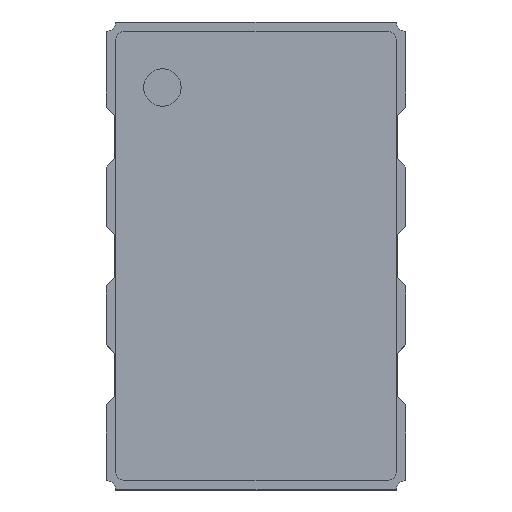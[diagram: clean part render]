
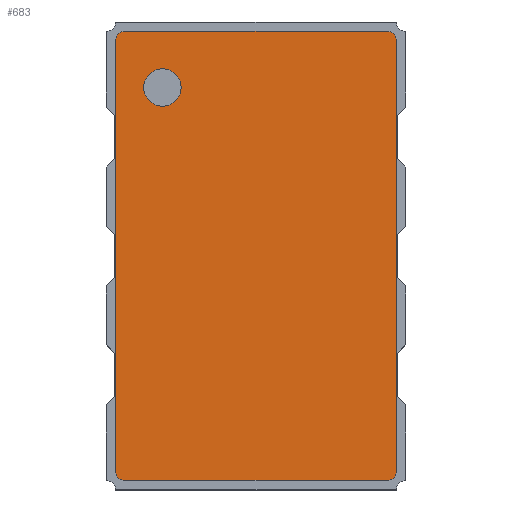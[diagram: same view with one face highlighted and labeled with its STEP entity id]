
A CAD part, top view. The second image highlights one B-rep face of the part: STEP entity #683.
In plain terms, the highlighted planar face has unit normal (0, 0, 1).
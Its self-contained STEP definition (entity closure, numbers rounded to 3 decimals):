
#132 = VERTEX_POINT('',#133);
#133 = CARTESIAN_POINT('',(1.5,2.3,1.));
#139 = EDGE_CURVE('',#132,#140,#142,.T.);
#140 = VERTEX_POINT('',#141);
#141 = CARTESIAN_POINT('',(1.5,-2.3,1.));
#142 = LINE('',#143,#144);
#143 = CARTESIAN_POINT('',(1.5,2.4,1.));
#144 = VECTOR('',#145,1.);
#145 = DIRECTION('',(0.,-1.,0.));
#663 = VERTEX_POINT('',#664);
#664 = CARTESIAN_POINT('',(1.4,-2.4,1.));
#672 = EDGE_CURVE('',#663,#140,#673,.T.);
#673 = CIRCLE('',#674,0.1);
#674 = AXIS2_PLACEMENT_3D('',#675,#676,#677);
#675 = CARTESIAN_POINT('',(1.4,-2.3,1.));
#676 = DIRECTION('',(0.,0.,1.));
#677 = DIRECTION('',(-1.,0.,0.));
#683 = ADVANCED_FACE('',(#684,#737),#748,.F.);
#684 = FACE_BOUND('',#685,.F.);
#685 = EDGE_LOOP('',(#686,#696,#703,#704,#705,#713,#722,#730));
#686 = ORIENTED_EDGE('',*,*,#687,.T.);
#687 = EDGE_CURVE('',#688,#690,#692,.T.);
#688 = VERTEX_POINT('',#689);
#689 = CARTESIAN_POINT('',(-1.4,2.4,1.));
#690 = VERTEX_POINT('',#691);
#691 = CARTESIAN_POINT('',(1.4,2.4,1.));
#692 = LINE('',#693,#694);
#693 = CARTESIAN_POINT('',(-1.5,2.4,1.));
#694 = VECTOR('',#695,1.);
#695 = DIRECTION('',(1.,0.,0.));
#696 = ORIENTED_EDGE('',*,*,#697,.T.);
#697 = EDGE_CURVE('',#690,#132,#698,.T.);
#698 = CIRCLE('',#699,0.1);
#699 = AXIS2_PLACEMENT_3D('',#700,#701,#702);
#700 = CARTESIAN_POINT('',(1.4,2.3,1.));
#701 = DIRECTION('',(-0.,0.,-1.));
#702 = DIRECTION('',(-1.,0.,0.));
#703 = ORIENTED_EDGE('',*,*,#139,.T.);
#704 = ORIENTED_EDGE('',*,*,#672,.F.);
#705 = ORIENTED_EDGE('',*,*,#706,.T.);
#706 = EDGE_CURVE('',#663,#707,#709,.T.);
#707 = VERTEX_POINT('',#708);
#708 = CARTESIAN_POINT('',(-1.4,-2.4,1.));
#709 = LINE('',#710,#711);
#710 = CARTESIAN_POINT('',(1.5,-2.4,1.));
#711 = VECTOR('',#712,1.);
#712 = DIRECTION('',(-1.,0.,0.));
#713 = ORIENTED_EDGE('',*,*,#714,.T.);
#714 = EDGE_CURVE('',#707,#715,#717,.T.);
#715 = VERTEX_POINT('',#716);
#716 = CARTESIAN_POINT('',(-1.5,-2.3,1.));
#717 = CIRCLE('',#718,0.1);
#718 = AXIS2_PLACEMENT_3D('',#719,#720,#721);
#719 = CARTESIAN_POINT('',(-1.4,-2.3,1.));
#720 = DIRECTION('',(-0.,0.,-1.));
#721 = DIRECTION('',(-1.,0.,0.));
#722 = ORIENTED_EDGE('',*,*,#723,.T.);
#723 = EDGE_CURVE('',#715,#724,#726,.T.);
#724 = VERTEX_POINT('',#725);
#725 = CARTESIAN_POINT('',(-1.5,2.3,1.));
#726 = LINE('',#727,#728);
#727 = CARTESIAN_POINT('',(-1.5,-2.4,1.));
#728 = VECTOR('',#729,1.);
#729 = DIRECTION('',(0.,1.,0.));
#730 = ORIENTED_EDGE('',*,*,#731,.T.);
#731 = EDGE_CURVE('',#724,#688,#732,.T.);
#732 = CIRCLE('',#733,0.1);
#733 = AXIS2_PLACEMENT_3D('',#734,#735,#736);
#734 = CARTESIAN_POINT('',(-1.4,2.3,1.));
#735 = DIRECTION('',(-0.,0.,-1.));
#736 = DIRECTION('',(-1.,0.,0.));
#737 = FACE_BOUND('',#738,.F.);
#738 = EDGE_LOOP('',(#739));
#739 = ORIENTED_EDGE('',*,*,#740,.T.);
#740 = EDGE_CURVE('',#741,#741,#743,.T.);
#741 = VERTEX_POINT('',#742);
#742 = CARTESIAN_POINT('',(-1.,1.6,1.));
#743 = CIRCLE('',#744,0.2);
#744 = AXIS2_PLACEMENT_3D('',#745,#746,#747);
#745 = CARTESIAN_POINT('',(-1.,1.8,1.));
#746 = DIRECTION('',(-0.,0.,1.));
#747 = DIRECTION('',(0.,-1.,0.));
#748 = PLANE('',#749);
#749 = AXIS2_PLACEMENT_3D('',#750,#751,#752);
#750 = CARTESIAN_POINT('',(0.,0.,1.));
#751 = DIRECTION('',(-0.,0.,-1.));
#752 = DIRECTION('',(0.,1.,0.));
